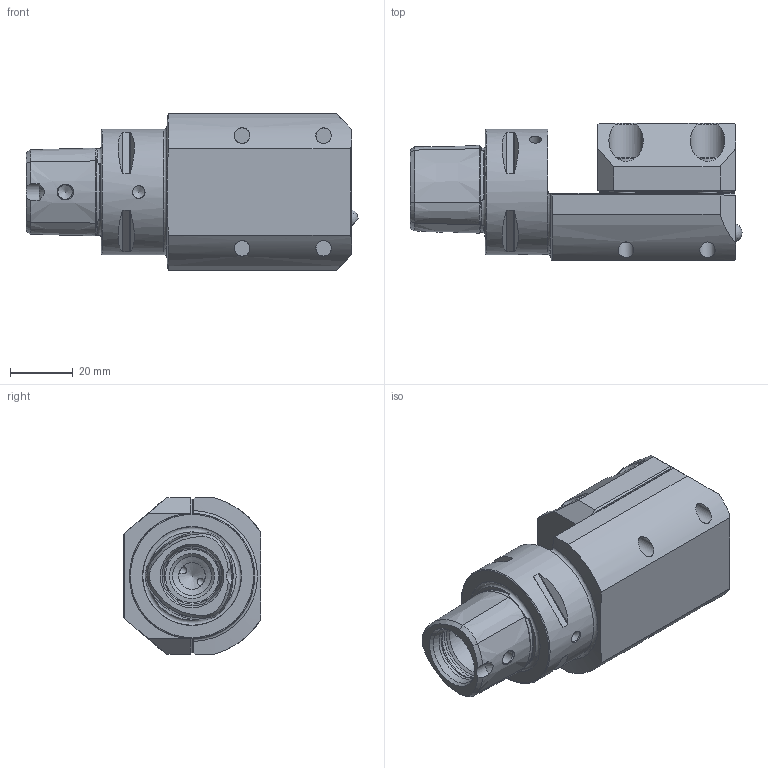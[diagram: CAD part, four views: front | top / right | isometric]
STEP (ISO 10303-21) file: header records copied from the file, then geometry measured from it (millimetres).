
FILE_DESCRIPTION (( 'STEP AP214' ), '1' );
FILE_NAME ('PS4.Vxx.X40.xxx.STEP', '2021-04-28T07:23:14', ( '' ), ( '' ), 'SwSTEP 2.0', 'SolidWorks 2017', '' );
FILE_SCHEMA (( 'AUTOMOTIVE_DESIGN' ));
Length unit declared in the file: millimetre
Products named in the file (8): BG1-Vxx.X40.xxx_A_BG1-V20.N40.044; KU1-U08.001.007_1; PS4.Vxx.X40.xxx; PS4-Vxx.X40.xxx_A_HA4-V20.N40.080; KU1-U08.001.007_2; ISO 4762 - M6 x 16; KU1-U08.001.007; KVT_MB_600_040
Assembly tree (10 placements, depth 3):
  PS4.Vxx.X40.xxx
    PS4-Vxx.X40.xxx_A_HA4-V20.N40.080
    BG1-Vxx.X40.xxx_A_BG1-V20.N40.044
    KU1-U08.001.007
      KU1-U08.001.007_1
      KU1-U08.001.007_2
    KVT_MB_600_040
    ISO 4762 - M6 x 16  x4
Bounding box: 106 x 44 x 50 mm (x, y, z)
Volume: 105198.4 mm3; surface area: 32075.7 mm2
Topology: 10 solids, 10 shells, 295 faces, 701 edges, 429 vertices
Faces by surface type: plane 139, cone 73, cylinder 54, torus 26, sphere 3
Full cylindrical faces by diameter (mm): 2.5 x2, 2.9 x1, 3 x1, 4 x4, 4.2 x1, 4.6 x2, 5 x5, 6 x4, 6.6 x4, 8 x2, 8.5 x1, 10 x4, 11 x4, 12.5 x1, 18 x2, 20 x1, 40 x1
Entity records: 7534 total; most frequent: CARTESIAN_POINT 2280, DIRECTION 1000, ORIENTED_EDGE 912, EDGE_CURVE 456, AXIS2_PLACEMENT_3D 407, EDGE_LOOP 338, VERTEX_POINT 318, FACE_OUTER_BOUND 274
